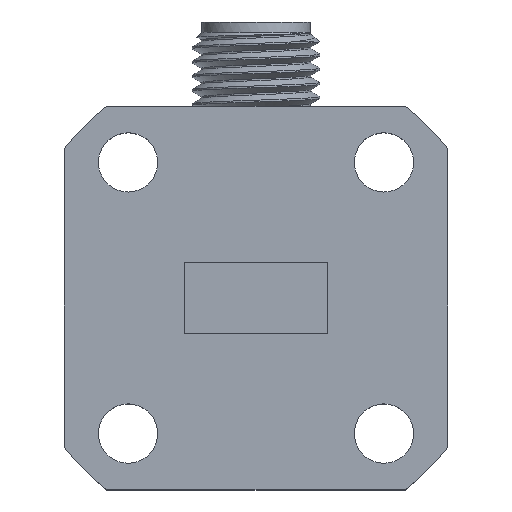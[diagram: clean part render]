
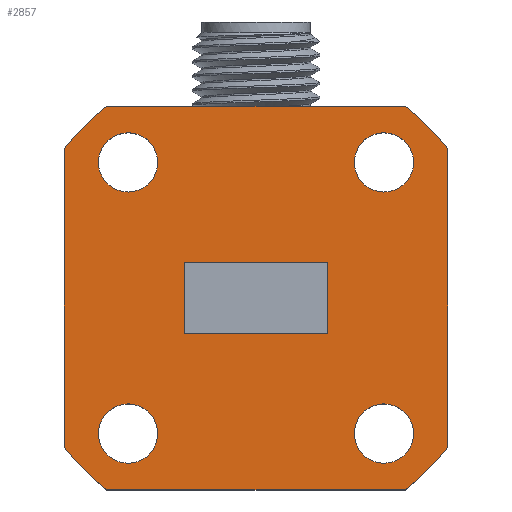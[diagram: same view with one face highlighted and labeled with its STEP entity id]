
A CAD part, top view. The second image highlights one B-rep face of the part: STEP entity #2857.
In plain terms, the highlighted planar face has unit normal (0, 0, 1).
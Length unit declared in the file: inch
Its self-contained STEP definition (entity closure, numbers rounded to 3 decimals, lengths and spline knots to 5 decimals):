
#12 = CIRCLE ( 'NONE', #2892, 0.058 ) ;
#20 = ORIENTED_EDGE ( 'NONE', *, *, #60, .F. ) ;
#28 = DIRECTION ( 'NONE',  ( 0., 0., 1. ) ) ;
#34 = EDGE_LOOP ( 'NONE', ( #273, #2129, #564, #2821 ) ) ;
#44 = VERTEX_POINT ( 'NONE', #685 ) ;
#49 = CIRCLE ( 'NONE', #2113, 0.475 ) ;
#52 = CARTESIAN_POINT ( 'NONE',  ( 0.25, 0.265, 0. ) ) ;
#60 = EDGE_CURVE ( 'NONE', #2097, #2097, #1967, .T. ) ;
#65 = DIRECTION ( 'NONE',  ( 1., 0., 0. ) ) ;
#130 = DIRECTION ( 'NONE',  ( 0., 1., 0. ) ) ;
#143 = EDGE_CURVE ( 'NONE', #1643, #1514, #916, .T. ) ;
#166 = VERTEX_POINT ( 'NONE', #1771 ) ;
#176 = FACE_BOUND ( 'NONE', #646, .T. ) ;
#188 = AXIS2_PLACEMENT_3D ( 'NONE', #2315, #1036, #2340 ) ;
#212 = AXIS2_PLACEMENT_3D ( 'NONE', #52, #28, #65 ) ;
#243 = LINE ( 'NONE', #1704, #794 ) ;
#259 = FACE_BOUND ( 'NONE', #34, .T. ) ;
#273 = ORIENTED_EDGE ( 'NONE', *, *, #1452, .T. ) ;
#287 = CIRCLE ( 'NONE', #3081, 0.475 ) ;
#289 = VERTEX_POINT ( 'NONE', #2773 ) ;
#304 = VECTOR ( 'NONE', #1076, 39.37008 ) ;
#321 = ORIENTED_EDGE ( 'NONE', *, *, #2957, .F. ) ;
#331 = CARTESIAN_POINT ( 'NONE',  ( -0.14, -0.07, 0. ) ) ;
#358 = ORIENTED_EDGE ( 'NONE', *, *, #2004, .T. ) ;
#375 = CARTESIAN_POINT ( 'NONE',  ( 0., 0., 0. ) ) ;
#383 = DIRECTION ( 'NONE',  ( 0., 0., 1. ) ) ;
#402 = CARTESIAN_POINT ( 'NONE',  ( -0.14, 0.07, 0. ) ) ;
#448 = ORIENTED_EDGE ( 'NONE', *, *, #3318, .T. ) ;
#507 = CARTESIAN_POINT ( 'NONE',  ( 0.14, -0.07, 0. ) ) ;
#556 = DIRECTION ( 'NONE',  ( 1., 0., 0. ) ) ;
#564 = ORIENTED_EDGE ( 'NONE', *, *, #3205, .F. ) ;
#578 = LINE ( 'NONE', #940, #3269 ) ;
#584 = DIRECTION ( 'NONE',  ( 1., 0., 0. ) ) ;
#594 = CARTESIAN_POINT ( 'NONE',  ( 0., 0., 0. ) ) ;
#636 = DIRECTION ( 'NONE',  ( 1., 0., 0. ) ) ;
#638 = DIRECTION ( 'NONE',  ( 1., 0., 0. ) ) ;
#646 = EDGE_LOOP ( 'NONE', ( #321 ) ) ;
#654 = VERTEX_POINT ( 'NONE', #2994 ) ;
#663 = DIRECTION ( 'NONE',  ( 1., 0., 0. ) ) ;
#685 = CARTESIAN_POINT ( 'NONE',  ( 0.308, 0.265, 0. ) ) ;
#794 = VECTOR ( 'NONE', #130, 39.37008 ) ;
#824 = ORIENTED_EDGE ( 'NONE', *, *, #971, .T. ) ;
#846 = DIRECTION ( 'NONE',  ( 0., 0., 1. ) ) ;
#887 = DIRECTION ( 'NONE',  ( 0., 0., 1. ) ) ;
#916 = LINE ( 'NONE', #2376, #2438 ) ;
#940 = CARTESIAN_POINT ( 'NONE',  ( -0.375, -0.375, 0. ) ) ;
#971 = EDGE_CURVE ( 'NONE', #1187, #654, #3001, .T. ) ;
#1036 = DIRECTION ( 'NONE',  ( 0., 0., 1. ) ) ;
#1047 = DIRECTION ( 'NONE',  ( -1., 0., 0. ) ) ;
#1049 = CARTESIAN_POINT ( 'NONE',  ( -0.25, -0.265, 0. ) ) ;
#1076 = DIRECTION ( 'NONE',  ( 0., -1., 0. ) ) ;
#1089 = DIRECTION ( 'NONE',  ( 1., 0., 0. ) ) ;
#1092 = DIRECTION ( 'NONE',  ( 0., 0., 1. ) ) ;
#1154 = EDGE_CURVE ( 'NONE', #289, #1187, #2352, .T. ) ;
#1187 = VERTEX_POINT ( 'NONE', #1400 ) ;
#1206 = VERTEX_POINT ( 'NONE', #3013 ) ;
#1239 = ORIENTED_EDGE ( 'NONE', *, *, #3077, .F. ) ;
#1242 = VERTEX_POINT ( 'NONE', #3185 ) ;
#1251 = DIRECTION ( 'NONE',  ( 1., 0., 0. ) ) ;
#1253 = VECTOR ( 'NONE', #1251, 39.37008 ) ;
#1276 = ORIENTED_EDGE ( 'NONE', *, *, #1859, .T. ) ;
#1310 = FACE_OUTER_BOUND ( 'NONE', #1682, .T. ) ;
#1316 = CARTESIAN_POINT ( 'NONE',  ( 0.375, -0.375, 0. ) ) ;
#1340 = AXIS2_PLACEMENT_3D ( 'NONE', #594, #2935, #1631 ) ;
#1346 = CARTESIAN_POINT ( 'NONE',  ( 0.14, 0.07, 0. ) ) ;
#1354 = EDGE_CURVE ( 'NONE', #2426, #289, #578, .T. ) ;
#1400 = CARTESIAN_POINT ( 'NONE',  ( 0.375, -0.29155, 0. ) ) ;
#1452 = EDGE_CURVE ( 'NONE', #2996, #3183, #243, .T. ) ;
#1459 = CIRCLE ( 'NONE', #212, 0.058 ) ;
#1464 = ORIENTED_EDGE ( 'NONE', *, *, #2472, .F. ) ;
#1489 = FACE_BOUND ( 'NONE', #2298, .T. ) ;
#1514 = VERTEX_POINT ( 'NONE', #2240 ) ;
#1574 = FACE_BOUND ( 'NONE', #2927, .T. ) ;
#1575 = CARTESIAN_POINT ( 'NONE',  ( -0.29155, -0.375, 0. ) ) ;
#1615 = CARTESIAN_POINT ( 'NONE',  ( 0.29155, 0.375, 0. ) ) ;
#1631 = DIRECTION ( 'NONE',  ( -1., 0., 0. ) ) ;
#1643 = VERTEX_POINT ( 'NONE', #1615 ) ;
#1682 = EDGE_LOOP ( 'NONE', ( #3180, #1276, #2666, #3189, #824, #358, #2100, #448 ) ) ;
#1704 = CARTESIAN_POINT ( 'NONE',  ( -0.14, -0.07, 0. ) ) ;
#1730 = CARTESIAN_POINT ( 'NONE',  ( -0.192, 0.265, 0. ) ) ;
#1771 = CARTESIAN_POINT ( 'NONE',  ( -0.192, -0.265, 0. ) ) ;
#1788 = LINE ( 'NONE', #2653, #3118 ) ;
#1837 = LINE ( 'NONE', #2881, #304 ) ;
#1859 = EDGE_CURVE ( 'NONE', #1242, #2426, #49, .T. ) ;
#1861 = VERTEX_POINT ( 'NONE', #3268 ) ;
#1890 = DIRECTION ( 'NONE',  ( 0., 0., 1. ) ) ;
#1938 = CARTESIAN_POINT ( 'NONE',  ( -0.14, 0.07, 0. ) ) ;
#1967 = CIRCLE ( 'NONE', #188, 0.058 ) ;
#2004 = EDGE_CURVE ( 'NONE', #654, #1643, #2314, .T. ) ;
#2097 = VERTEX_POINT ( 'NONE', #1730 ) ;
#2100 = ORIENTED_EDGE ( 'NONE', *, *, #143, .T. ) ;
#2105 = EDGE_CURVE ( 'NONE', #3183, #2897, #2402, .T. ) ;
#2113 = AXIS2_PLACEMENT_3D ( 'NONE', #3021, #383, #636 ) ;
#2129 = ORIENTED_EDGE ( 'NONE', *, *, #2105, .T. ) ;
#2131 = CARTESIAN_POINT ( 'NONE',  ( 0., 0., 0. ) ) ;
#2153 = DIRECTION ( 'NONE',  ( 1., 0., 0. ) ) ;
#2162 = CARTESIAN_POINT ( 'NONE',  ( 0.25, -0.265, 0. ) ) ;
#2177 = VERTEX_POINT ( 'NONE', #507 ) ;
#2194 = DIRECTION ( 'NONE',  ( 0., 1., 0. ) ) ;
#2197 = FACE_BOUND ( 'NONE', #3387, .T. ) ;
#2217 = DIRECTION ( 'NONE',  ( 0., 0., 1. ) ) ;
#2238 = CARTESIAN_POINT ( 'NONE',  ( 0.14, -0.07, 0. ) ) ;
#2240 = CARTESIAN_POINT ( 'NONE',  ( -0.29155, 0.375, 0. ) ) ;
#2298 = EDGE_LOOP ( 'NONE', ( #20 ) ) ;
#2312 = EDGE_CURVE ( 'NONE', #1861, #1242, #1837, .T. ) ;
#2314 = CIRCLE ( 'NONE', #2534, 0.475 ) ;
#2315 = CARTESIAN_POINT ( 'NONE',  ( -0.25, 0.265, 0. ) ) ;
#2317 = EDGE_CURVE ( 'NONE', #2996, #2177, #1788, .T. ) ;
#2340 = DIRECTION ( 'NONE',  ( 1., 0., 0. ) ) ;
#2352 = CIRCLE ( 'NONE', #3005, 0.475 ) ;
#2376 = CARTESIAN_POINT ( 'NONE',  ( -0.375, 0.375, 0. ) ) ;
#2400 = DIRECTION ( 'NONE',  ( 0., 1., 0. ) ) ;
#2402 = LINE ( 'NONE', #402, #1253 ) ;
#2425 = CARTESIAN_POINT ( 'NONE',  ( 0., 0., 0. ) ) ;
#2426 = VERTEX_POINT ( 'NONE', #1575 ) ;
#2438 = VECTOR ( 'NONE', #1047, 39.37008 ) ;
#2455 = DIRECTION ( 'NONE',  ( 1., 0., 0. ) ) ;
#2472 = EDGE_CURVE ( 'NONE', #166, #166, #2917, .T. ) ;
#2534 = AXIS2_PLACEMENT_3D ( 'NONE', #2131, #1092, #556 ) ;
#2633 = LINE ( 'NONE', #2238, #2949 ) ;
#2653 = CARTESIAN_POINT ( 'NONE',  ( -0.14, -0.07, 0. ) ) ;
#2666 = ORIENTED_EDGE ( 'NONE', *, *, #1354, .T. ) ;
#2773 = CARTESIAN_POINT ( 'NONE',  ( 0.29155, -0.375, 0. ) ) ;
#2821 = ORIENTED_EDGE ( 'NONE', *, *, #2317, .F. ) ;
#2857 = ADVANCED_FACE ( 'NONE', ( #1574, #2197, #1489, #176, #1310, #259 ), #2912, .F. ) ;
#2881 = CARTESIAN_POINT ( 'NONE',  ( -0.375, -0.375, 0. ) ) ;
#2892 = AXIS2_PLACEMENT_3D ( 'NONE', #2162, #887, #584 ) ;
#2897 = VERTEX_POINT ( 'NONE', #1346 ) ;
#2912 = PLANE ( 'NONE',  #1340 ) ;
#2917 = CIRCLE ( 'NONE', #3213, 0.058 ) ;
#2927 = EDGE_LOOP ( 'NONE', ( #1239 ) ) ;
#2935 = DIRECTION ( 'NONE',  ( 0., 0., -1. ) ) ;
#2949 = VECTOR ( 'NONE', #2194, 39.37008 ) ;
#2957 = EDGE_CURVE ( 'NONE', #44, #44, #1459, .T. ) ;
#2994 = CARTESIAN_POINT ( 'NONE',  ( 0.375, 0.29155, 0. ) ) ;
#2996 = VERTEX_POINT ( 'NONE', #331 ) ;
#3001 = LINE ( 'NONE', #1316, #3067 ) ;
#3005 = AXIS2_PLACEMENT_3D ( 'NONE', #2425, #1890, #2153 ) ;
#3013 = CARTESIAN_POINT ( 'NONE',  ( 0.308, -0.265, 0. ) ) ;
#3021 = CARTESIAN_POINT ( 'NONE',  ( 0., 0., 0. ) ) ;
#3067 = VECTOR ( 'NONE', #2400, 39.37008 ) ;
#3077 = EDGE_CURVE ( 'NONE', #1206, #1206, #12, .T. ) ;
#3081 = AXIS2_PLACEMENT_3D ( 'NONE', #375, #2217, #638 ) ;
#3118 = VECTOR ( 'NONE', #1089, 39.37008 ) ;
#3180 = ORIENTED_EDGE ( 'NONE', *, *, #2312, .T. ) ;
#3183 = VERTEX_POINT ( 'NONE', #1938 ) ;
#3185 = CARTESIAN_POINT ( 'NONE',  ( -0.375, -0.29155, 0. ) ) ;
#3189 = ORIENTED_EDGE ( 'NONE', *, *, #1154, .T. ) ;
#3205 = EDGE_CURVE ( 'NONE', #2177, #2897, #2633, .T. ) ;
#3213 = AXIS2_PLACEMENT_3D ( 'NONE', #1049, #846, #2455 ) ;
#3268 = CARTESIAN_POINT ( 'NONE',  ( -0.375, 0.29155, 0. ) ) ;
#3269 = VECTOR ( 'NONE', #663, 39.37008 ) ;
#3318 = EDGE_CURVE ( 'NONE', #1514, #1861, #287, .T. ) ;
#3387 = EDGE_LOOP ( 'NONE', ( #1464 ) ) ;
